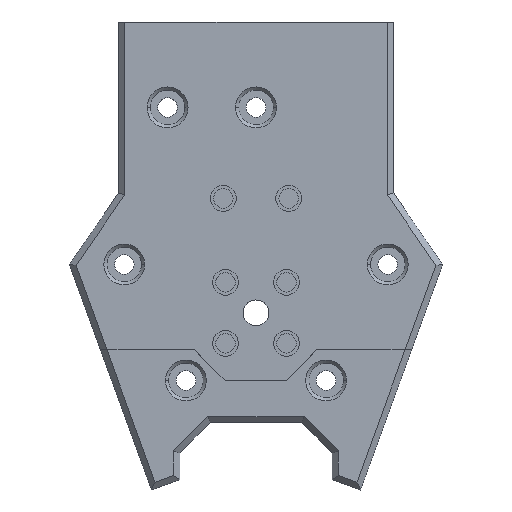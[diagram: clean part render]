
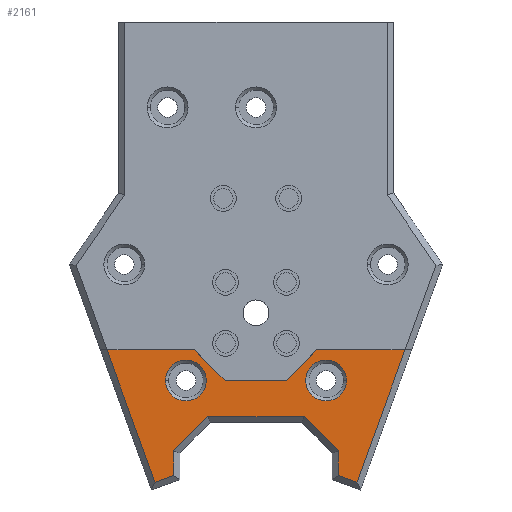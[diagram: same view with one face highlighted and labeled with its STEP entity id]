
A CAD part, top view. The second image highlights one B-rep face of the part: STEP entity #2161.
In plain terms, the highlighted planar face has unit normal (0, 0, 1).
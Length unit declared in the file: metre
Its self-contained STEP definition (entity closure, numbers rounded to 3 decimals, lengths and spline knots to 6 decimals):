
#56=PLANE('',#2398);
#147=LINE('',#3437,#326);
#189=LINE('',#3555,#368);
#192=LINE('',#3561,#371);
#195=LINE('',#3567,#374);
#197=LINE('',#3570,#376);
#199=LINE('',#3575,#378);
#204=LINE('',#3585,#383);
#207=LINE('',#3591,#386);
#210=LINE('',#3597,#389);
#211=LINE('',#3599,#390);
#224=LINE('',#3644,#403);
#259=LINE('',#3722,#438);
#260=LINE('',#3724,#439);
#261=LINE('',#3726,#440);
#326=VECTOR('',#2719,1.);
#368=VECTOR('',#2825,1.);
#371=VECTOR('',#2830,1.);
#374=VECTOR('',#2835,1.);
#376=VECTOR('',#2839,1.);
#378=VECTOR('',#2843,1.);
#383=VECTOR('',#2850,1.);
#386=VECTOR('',#2855,1.);
#389=VECTOR('',#2860,1.);
#390=VECTOR('',#2863,1.);
#403=VECTOR('',#2920,1.);
#438=VECTOR('',#3009,1.);
#439=VECTOR('',#3010,1.);
#440=VECTOR('',#3011,1.);
#839=ORIENTED_EDGE('',*,*,#1326,.F.);
#840=ORIENTED_EDGE('',*,*,#1175,.F.);
#841=ORIENTED_EDGE('',*,*,#1241,.T.);
#842=ORIENTED_EDGE('',*,*,#1239,.T.);
#843=ORIENTED_EDGE('',*,*,#1236,.T.);
#844=ORIENTED_EDGE('',*,*,#1233,.T.);
#845=ORIENTED_EDGE('',*,*,#1255,.T.);
#846=ORIENTED_EDGE('',*,*,#1254,.T.);
#847=ORIENTED_EDGE('',*,*,#1251,.T.);
#848=ORIENTED_EDGE('',*,*,#1248,.T.);
#849=ORIENTED_EDGE('',*,*,#1243,.T.);
#850=ORIENTED_EDGE('',*,*,#1280,.F.);
#851=ORIENTED_EDGE('',*,*,#1327,.F.);
#852=ORIENTED_EDGE('',*,*,#1328,.F.);
#853=ORIENTED_EDGE('',*,*,#1329,.F.);
#854=ORIENTED_EDGE('',*,*,#1111,.F.);
#855=ORIENTED_EDGE('',*,*,#1330,.F.);
#856=ORIENTED_EDGE('',*,*,#1107,.F.);
#1107=EDGE_CURVE('',#1414,#1415,#1587,.T.);
#1111=EDGE_CURVE('',#1418,#1419,#1589,.T.);
#1175=EDGE_CURVE('',#1476,#1477,#147,.T.);
#1233=EDGE_CURVE('',#1517,#1519,#189,.T.);
#1236=EDGE_CURVE('',#1520,#1517,#192,.T.);
#1239=EDGE_CURVE('',#1523,#1520,#195,.T.);
#1241=EDGE_CURVE('',#1476,#1523,#197,.T.);
#1243=EDGE_CURVE('',#1526,#1525,#199,.T.);
#1248=EDGE_CURVE('',#1529,#1526,#204,.T.);
#1251=EDGE_CURVE('',#1531,#1529,#207,.T.);
#1254=EDGE_CURVE('',#1532,#1531,#210,.T.);
#1255=EDGE_CURVE('',#1519,#1532,#211,.T.);
#1280=EDGE_CURVE('',#1542,#1525,#224,.T.);
#1326=EDGE_CURVE('',#1477,#1560,#259,.T.);
#1327=EDGE_CURVE('',#1561,#1542,#260,.T.);
#1328=EDGE_CURVE('',#1560,#1561,#261,.T.);
#1329=EDGE_CURVE('',#1419,#1418,#1657,.T.);
#1330=EDGE_CURVE('',#1415,#1414,#1658,.T.);
#1414=VERTEX_POINT('',#3288);
#1415=VERTEX_POINT('',#3290);
#1418=VERTEX_POINT('',#3297);
#1419=VERTEX_POINT('',#3299);
#1476=VERTEX_POINT('',#3438);
#1477=VERTEX_POINT('',#3439);
#1517=VERTEX_POINT('',#3550);
#1519=VERTEX_POINT('',#3554);
#1520=VERTEX_POINT('',#3558);
#1523=VERTEX_POINT('',#3565);
#1525=VERTEX_POINT('',#3574);
#1526=VERTEX_POINT('',#3576);
#1529=VERTEX_POINT('',#3583);
#1531=VERTEX_POINT('',#3589);
#1532=VERTEX_POINT('',#3594);
#1542=VERTEX_POINT('',#3642);
#1560=VERTEX_POINT('',#3723);
#1561=VERTEX_POINT('',#3725);
#1587=CIRCLE('',#2260,0.00335);
#1589=CIRCLE('',#2263,0.00335);
#1657=CIRCLE('',#2399,0.00335);
#1658=CIRCLE('',#2400,0.00335);
#1794=EDGE_LOOP('',(#839,#840,#841,#842,#843,#844,#845,#846,#847,#848,#849,
#850,#851,#852));
#1795=EDGE_LOOP('',(#853,#854));
#1796=EDGE_LOOP('',(#855,#856));
#1961=FACE_BOUND('',#1794,.T.);
#1962=FACE_BOUND('',#1795,.T.);
#1963=FACE_BOUND('',#1796,.T.);
#2161=ADVANCED_FACE('',(#1961,#1962,#1963),#56,.T.);
#2260=AXIS2_PLACEMENT_3D('',#3289,#2582,#2583);
#2263=AXIS2_PLACEMENT_3D('',#3298,#2590,#2591);
#2398=AXIS2_PLACEMENT_3D('',#3721,#3007,#3008);
#2399=AXIS2_PLACEMENT_3D('',#3727,#3012,#3013);
#2400=AXIS2_PLACEMENT_3D('',#3728,#3014,#3015);
#2582=DIRECTION('',(0.,0.,1.));
#2583=DIRECTION('',(1.,0.,0.));
#2590=DIRECTION('',(0.,0.,1.));
#2591=DIRECTION('',(1.,0.,0.));
#2719=DIRECTION('',(1.,0.,0.));
#2825=DIRECTION('',(0.707,0.707,0.));
#2830=DIRECTION('',(0.,1.,0.));
#2835=DIRECTION('',(0.94,0.342,0.));
#2839=DIRECTION('',(0.342,-0.94,0.));
#2843=DIRECTION('',(0.342,0.94,0.));
#2850=DIRECTION('',(0.94,-0.342,0.));
#2855=DIRECTION('',(0.,-1.,0.));
#2860=DIRECTION('',(0.707,-0.707,0.));
#2863=DIRECTION('',(1.,0.,0.));
#2920=DIRECTION('',(1.,0.,0.));
#3007=DIRECTION('',(0.,0.,1.));
#3008=DIRECTION('',(1.,0.,0.));
#3009=DIRECTION('',(0.707,-0.707,0.));
#3010=DIRECTION('',(0.707,0.707,0.));
#3011=DIRECTION('',(1.,0.,0.));
#3012=DIRECTION('',(0.,0.,1.));
#3013=DIRECTION('',(1.,0.,0.));
#3014=DIRECTION('',(0.,0.,1.));
#3015=DIRECTION('',(1.,0.,0.));
#3288=CARTESIAN_POINT('',(0.111854,0.138233,0.148238));
#3289=CARTESIAN_POINT('',(0.115204,0.138233,0.148238));
#3290=CARTESIAN_POINT('',(0.118554,0.138233,0.148238));
#3297=CARTESIAN_POINT('',(0.134841,0.138233,0.148238));
#3298=CARTESIAN_POINT('',(0.138191,0.138233,0.148238));
#3299=CARTESIAN_POINT('',(0.141541,0.138233,0.148238));
#3437=CARTESIAN_POINT('',(0.126697,0.143233,0.148238));
#3438=CARTESIAN_POINT('',(0.102268,0.143233,0.148238));
#3439=CARTESIAN_POINT('',(0.116627,0.143233,0.148238));
#3550=CARTESIAN_POINT('',(0.113197,0.126725,0.148238));
#3554=CARTESIAN_POINT('',(0.118783,0.132311,0.148238));
#3555=CARTESIAN_POINT('',(0.117797,0.131325,0.148238));
#3558=CARTESIAN_POINT('',(0.113197,0.122678,0.148238));
#3561=CARTESIAN_POINT('',(0.113197,0.126311,0.148238));
#3565=CARTESIAN_POINT('',(0.110153,0.12157,0.148238));
#3567=CARTESIAN_POINT('',(0.136672,0.131222,0.148238));
#3570=CARTESIAN_POINT('',(0.100178,0.148974,0.148238));
#3574=CARTESIAN_POINT('',(0.151127,0.143233,0.148238));
#3575=CARTESIAN_POINT('',(0.153216,0.148974,0.148238));
#3576=CARTESIAN_POINT('',(0.143242,0.12157,0.148238));
#3583=CARTESIAN_POINT('',(0.140197,0.122678,0.148238));
#3585=CARTESIAN_POINT('',(0.116723,0.131222,0.148238));
#3589=CARTESIAN_POINT('',(0.140197,0.126725,0.148238));
#3591=CARTESIAN_POINT('',(0.140197,0.158627,0.148238));
#3594=CARTESIAN_POINT('',(0.134611,0.132311,0.148238));
#3597=CARTESIAN_POINT('',(0.117497,0.149426,0.148238));
#3599=CARTESIAN_POINT('',(0.126457,0.132311,0.148238));
#3642=CARTESIAN_POINT('',(0.136627,0.143233,0.148238));
#3644=CARTESIAN_POINT('',(0.126697,0.143233,0.148238));
#3721=CARTESIAN_POINT('',(0.126697,0.158627,0.148238));
#3722=CARTESIAN_POINT('',(0.113965,0.145894,0.148238));
#3723=CARTESIAN_POINT('',(0.121627,0.138233,0.148238));
#3724=CARTESIAN_POINT('',(0.139359,0.145965,0.148238));
#3725=CARTESIAN_POINT('',(0.131627,0.138233,0.148238));
#3726=CARTESIAN_POINT('',(0.126697,0.138233,0.148238));
#3727=CARTESIAN_POINT('',(0.138191,0.138233,0.148238));
#3728=CARTESIAN_POINT('',(0.115204,0.138233,0.148238));
